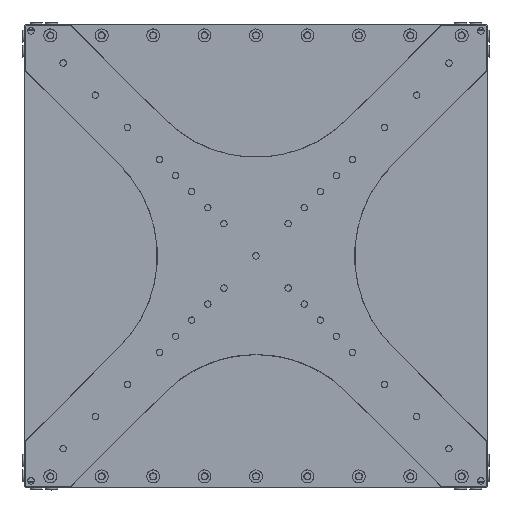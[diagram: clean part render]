
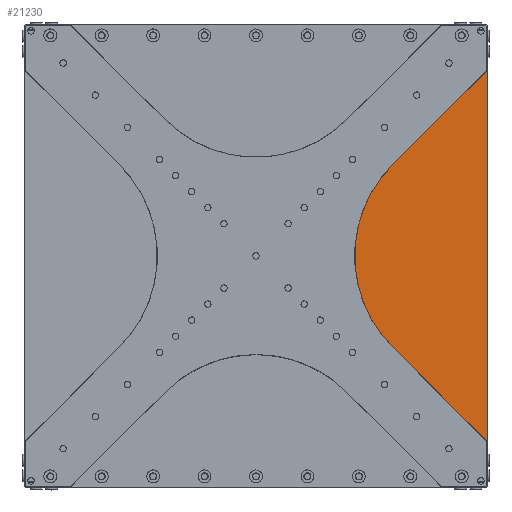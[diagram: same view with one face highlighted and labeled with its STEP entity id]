
A CAD part, top view. The second image highlights one B-rep face of the part: STEP entity #21230.
In plain terms, the highlighted planar face has unit normal (0, 0, -1).
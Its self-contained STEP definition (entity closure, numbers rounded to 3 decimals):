
#326 = CARTESIAN_POINT ( 'NONE',  ( 58.874, 42.448, 64.7 ) ) ;
#995 = DIRECTION ( 'NONE',  ( 1., 0., 0. ) ) ;
#3120 = CARTESIAN_POINT ( 'NONE',  ( 84.965, -54.191, 64.7 ) ) ;
#4057 = EDGE_CURVE ( 'NONE', #33676, #7047, #34042, .T. ) ;
#4899 = CARTESIAN_POINT ( 'NONE',  ( 55.676, 9.974, 64.7 ) ) ;
#5590 = CARTESIAN_POINT ( 'NONE',  ( 60.783, -15.702, 64.7 ) ) ;
#5885 = DIRECTION ( 'NONE',  ( -0.707, -0.707, 0. ) ) ;
#7047 = VERTEX_POINT ( 'NONE', #52545 ) ;
#7618 = EDGE_CURVE ( 'NONE', #66487, #15821, #8639, .T. ) ;
#8639 = B_SPLINE_CURVE_WITH_KNOTS ( 'NONE', 3,
 ( #10176, #53425, #32324, #37941, #53070, #21075, #326, #21408, #64354, #4899, #69279, #10881, #5590, #27045, #21762, #47802, #43230, #42527 ),
 .UNSPECIFIED., .F., .F.,
 ( 4, 2, 2, 2, 2, 2, 2, 2, 4 ),
 ( 0., 0.125, 0.25, 0.375, 0.5, 0.625, 0.75, 0.875, 1. ),
 .UNSPECIFIED. ) ;
#10176 = CARTESIAN_POINT ( 'NONE',  ( 84.965, 87.23, 64.7 ) ) ;
#10881 = CARTESIAN_POINT ( 'NONE',  ( 58.874, -9.409, 64.7 ) ) ;
#11162 = LINE ( 'NONE', #43855, #58672 ) ;
#15821 = VERTEX_POINT ( 'NONE', #3120 ) ;
#16121 = DIRECTION ( 'NONE',  ( 0., 0., 1. ) ) ;
#17291 = CARTESIAN_POINT ( 'NONE',  ( 84.965, 87.23, 64.7 ) ) ;
#19439 = LINE ( 'NONE', #67295, #46474 ) ;
#21075 = CARTESIAN_POINT ( 'NONE',  ( 60.783, 48.741, 64.7 ) ) ;
#21230 = ADVANCED_FACE ( 'NONE', ( #32299 ), #26326, .F. ) ;
#21408 = CARTESIAN_POINT ( 'NONE',  ( 56.32, 29.609, 64.7 ) ) ;
#21762 = CARTESIAN_POINT ( 'NONE',  ( 68.893, -33.596, 64.7 ) ) ;
#22799 = DIRECTION ( 'NONE',  ( 0., -1., 0. ) ) ;
#24182 = CARTESIAN_POINT ( 'NONE',  ( 158.699, 196.519, 64.7 ) ) ;
#26326 = PLANE ( 'NONE',  #47213 ) ;
#27045 = CARTESIAN_POINT ( 'NONE',  ( 65.793, -27.796, 64.7 ) ) ;
#28647 = ORIENTED_EDGE ( 'NONE', *, *, #29835, .F. ) ;
#29835 = EDGE_CURVE ( 'NONE', #33676, #66487, #11162, .T. ) ;
#32299 = FACE_OUTER_BOUND ( 'NONE', #35083, .T. ) ;
#32324 = CARTESIAN_POINT ( 'NONE',  ( 76.165, 77.518, 64.7 ) ) ;
#32755 = VECTOR ( 'NONE', #22799, 1000. ) ;
#33676 = VERTEX_POINT ( 'NONE', #35900 ) ;
#33904 = ORIENTED_EDGE ( 'NONE', *, *, #56342, .F. ) ;
#34042 = LINE ( 'NONE', #24182, #32755 ) ;
#35083 = EDGE_LOOP ( 'NONE', ( #33904, #63016, #28647, #56564 ) ) ;
#35900 = CARTESIAN_POINT ( 'NONE',  ( 158.699, 160.964, 64.7 ) ) ;
#37941 = CARTESIAN_POINT ( 'NONE',  ( 68.893, 66.634, 64.7 ) ) ;
#40887 = DIRECTION ( 'NONE',  ( 0.707, -0.707, 0. ) ) ;
#42527 = CARTESIAN_POINT ( 'NONE',  ( 84.965, -54.191, 64.7 ) ) ;
#43202 = CARTESIAN_POINT ( 'NONE',  ( 155.676, 16.519, 64.7 ) ) ;
#43230 = CARTESIAN_POINT ( 'NONE',  ( 80.337, -49.563, 64.7 ) ) ;
#43855 = CARTESIAN_POINT ( 'NONE',  ( 158.699, 160.964, 64.7 ) ) ;
#46474 = VECTOR ( 'NONE', #40887, 1000. ) ;
#47213 = AXIS2_PLACEMENT_3D ( 'NONE', #43202, #16121, #995 ) ;
#47802 = CARTESIAN_POINT ( 'NONE',  ( 76.165, -44.48, 64.7 ) ) ;
#52545 = CARTESIAN_POINT ( 'NONE',  ( 158.699, -127.925, 64.7 ) ) ;
#53070 = CARTESIAN_POINT ( 'NONE',  ( 65.793, 60.834, 64.7 ) ) ;
#53425 = CARTESIAN_POINT ( 'NONE',  ( 80.337, 82.602, 64.7 ) ) ;
#56342 = EDGE_CURVE ( 'NONE', #15821, #7047, #19439, .T. ) ;
#56564 = ORIENTED_EDGE ( 'NONE', *, *, #4057, .T. ) ;
#58672 = VECTOR ( 'NONE', #5885, 1000. ) ;
#63016 = ORIENTED_EDGE ( 'NONE', *, *, #7618, .F. ) ;
#64354 = CARTESIAN_POINT ( 'NONE',  ( 55.676, 23.064, 64.7 ) ) ;
#66487 = VERTEX_POINT ( 'NONE', #17291 ) ;
#67295 = CARTESIAN_POINT ( 'NONE',  ( 84.965, -54.191, 64.7 ) ) ;
#69279 = CARTESIAN_POINT ( 'NONE',  ( 56.32, 3.43, 64.7 ) ) ;
